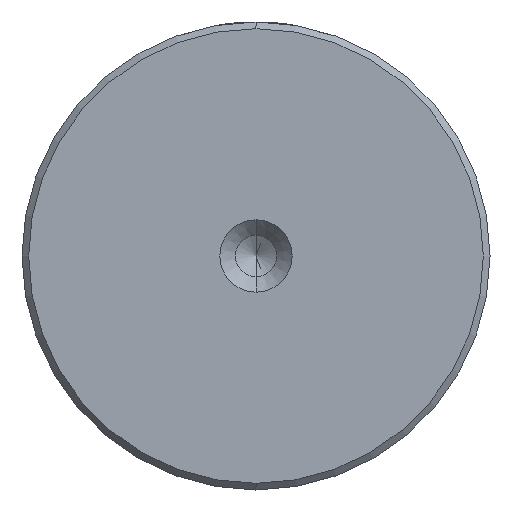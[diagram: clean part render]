
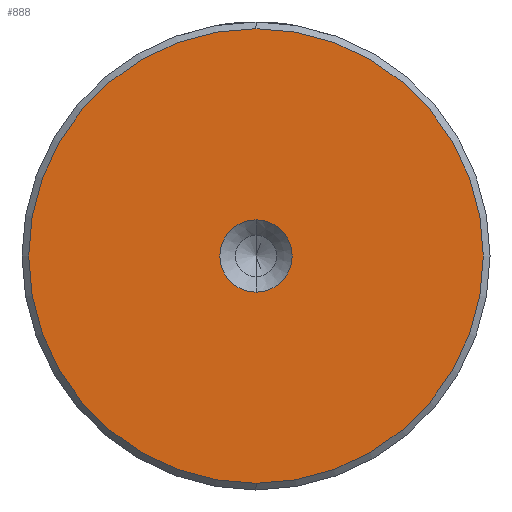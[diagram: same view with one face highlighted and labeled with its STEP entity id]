
A CAD part, left-side view. The second image highlights one B-rep face of the part: STEP entity #888.
In plain terms, the highlighted planar face has unit normal (-1, 0, 0).
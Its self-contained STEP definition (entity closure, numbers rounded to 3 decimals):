
#44 = AXIS2_PLACEMENT_3D ( 'NONE', #953, #2308, #1163 ) ;
#163 = DIRECTION ( 'NONE',  ( 0., 0., 1. ) ) ;
#178 = CIRCLE ( 'NONE', #2044, 2.7 ) ;
#218 = CARTESIAN_POINT ( 'NONE',  ( 0., 0., -2.7 ) ) ;
#227 = EDGE_CURVE ( 'NONE', #301, #2237, #2306, .T. ) ;
#270 = CARTESIAN_POINT ( 'NONE',  ( 0., 0., 17. ) ) ;
#301 = VERTEX_POINT ( 'NONE', #499 ) ;
#391 = CIRCLE ( 'NONE', #44, 2.7 ) ;
#400 = CARTESIAN_POINT ( 'NONE',  ( 0., 0., 2.7 ) ) ;
#444 = EDGE_CURVE ( 'NONE', #2237, #301, #2391, .T. ) ;
#457 = DIRECTION ( 'NONE',  ( 0., 0., 1. ) ) ;
#499 = CARTESIAN_POINT ( 'NONE',  ( 0., 0., -17. ) ) ;
#665 = PLANE ( 'NONE',  #2003 ) ;
#765 = DIRECTION ( 'NONE',  ( 0., 0., 1. ) ) ;
#784 = DIRECTION ( 'NONE',  ( -1., 0., 0. ) ) ;
#803 = CARTESIAN_POINT ( 'NONE',  ( 0., 0., 0. ) ) ;
#855 = FACE_OUTER_BOUND ( 'NONE', #2152, .T. ) ;
#866 = CARTESIAN_POINT ( 'NONE',  ( 0., 0., 0. ) ) ;
#888 = ADVANCED_FACE ( 'NONE', ( #855, #2273 ), #665, .T. ) ;
#925 = ORIENTED_EDGE ( 'NONE', *, *, #1385, .F. ) ;
#953 = CARTESIAN_POINT ( 'NONE',  ( 0., 0., 0. ) ) ;
#988 = VERTEX_POINT ( 'NONE', #218 ) ;
#1163 = DIRECTION ( 'NONE',  ( 0., 0., 1. ) ) ;
#1288 = ORIENTED_EDGE ( 'NONE', *, *, #1846, .F. ) ;
#1303 = DIRECTION ( 'NONE',  ( -1., 0., 0. ) ) ;
#1385 = EDGE_CURVE ( 'NONE', #1467, #988, #391, .T. ) ;
#1430 = DIRECTION ( 'NONE',  ( 0., 0., 1. ) ) ;
#1448 = DIRECTION ( 'NONE',  ( -1., 0., 0. ) ) ;
#1460 = CARTESIAN_POINT ( 'NONE',  ( 0., 0., 0. ) ) ;
#1467 = VERTEX_POINT ( 'NONE', #400 ) ;
#1496 = EDGE_LOOP ( 'NONE', ( #925, #1288 ) ) ;
#1515 = ORIENTED_EDGE ( 'NONE', *, *, #227, .T. ) ;
#1752 = AXIS2_PLACEMENT_3D ( 'NONE', #1460, #1448, #1430 ) ;
#1841 = DIRECTION ( 'NONE',  ( -1., 0., 0. ) ) ;
#1846 = EDGE_CURVE ( 'NONE', #988, #1467, #178, .T. ) ;
#2003 = AXIS2_PLACEMENT_3D ( 'NONE', #866, #1841, #457 ) ;
#2044 = AXIS2_PLACEMENT_3D ( 'NONE', #2433, #1303, #163 ) ;
#2152 = EDGE_LOOP ( 'NONE', ( #1515, #2435 ) ) ;
#2237 = VERTEX_POINT ( 'NONE', #270 ) ;
#2273 = FACE_BOUND ( 'NONE', #1496, .T. ) ;
#2306 = CIRCLE ( 'NONE', #2432, 17. ) ;
#2308 = DIRECTION ( 'NONE',  ( -1., 0., 0. ) ) ;
#2391 = CIRCLE ( 'NONE', #1752, 17. ) ;
#2432 = AXIS2_PLACEMENT_3D ( 'NONE', #803, #784, #765 ) ;
#2433 = CARTESIAN_POINT ( 'NONE',  ( 0., 0., 0. ) ) ;
#2435 = ORIENTED_EDGE ( 'NONE', *, *, #444, .T. ) ;
